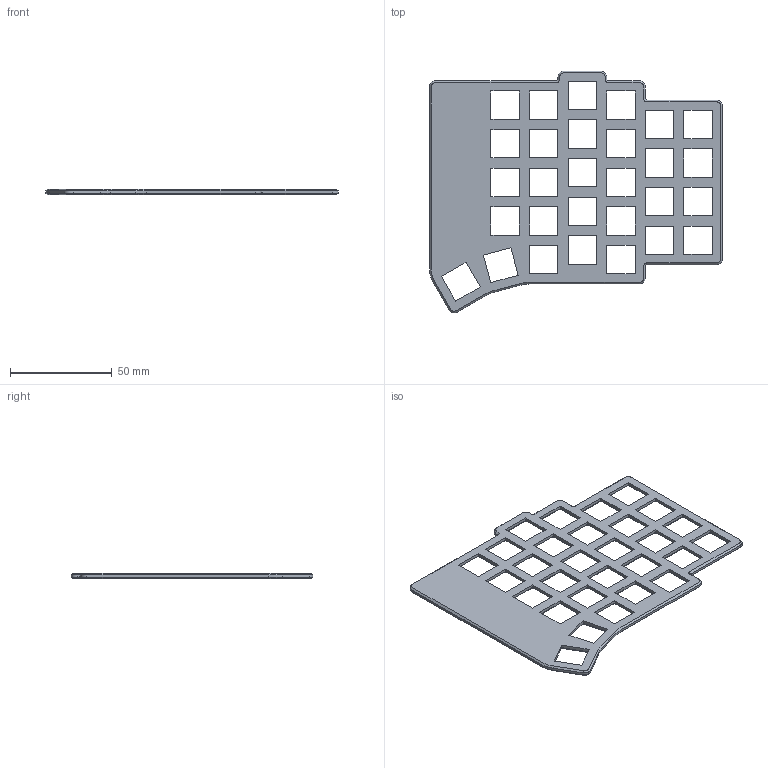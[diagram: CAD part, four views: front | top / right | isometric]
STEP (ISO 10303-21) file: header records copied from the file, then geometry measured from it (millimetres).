
FILE_DESCRIPTION(('FreeCAD Model'),'2;1');
FILE_NAME('Open CASCADE Shape Model','2024-12-16T15:26:15',(''),(''), 'Open CASCADE STEP processor 7.6','FreeCAD','Unknown');
FILE_SCHEMA(('AUTOMOTIVE_DESIGN { 1 0 10303 214 1 1 1 1 }'));
Length unit declared in the file: millimetre
Products named in the file (1): Plate-Mirrored
Bounding box: 144.25 x 118.98 x 2.8 mm (x, y, z)
Volume: 20519.8 mm3; surface area: 22570.2 mm2
Topology: 1 solids, 1 shells, 469 faces, 1254 edges, 816 vertices
Faces by surface type: plane 308, cylinder 131, cone 30
Entity records: 14658 total; most frequent: CARTESIAN_POINT 2540, ORIENTED_EDGE 2508, DIRECTION 2486, EDGE_CURVE 1254, LINE 962, VECTOR 962, VERTEX_POINT 816, AXIS2_PLACEMENT_3D 762
